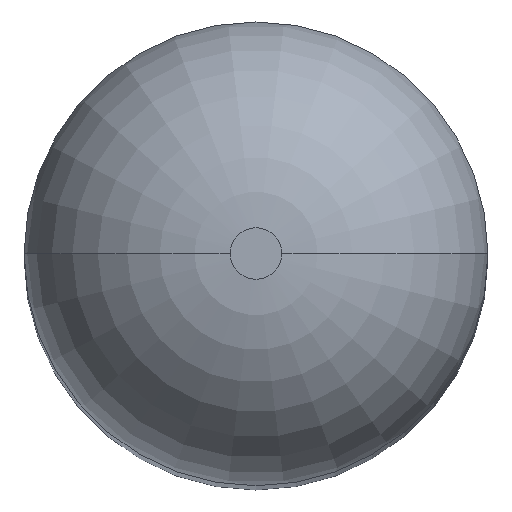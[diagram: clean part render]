
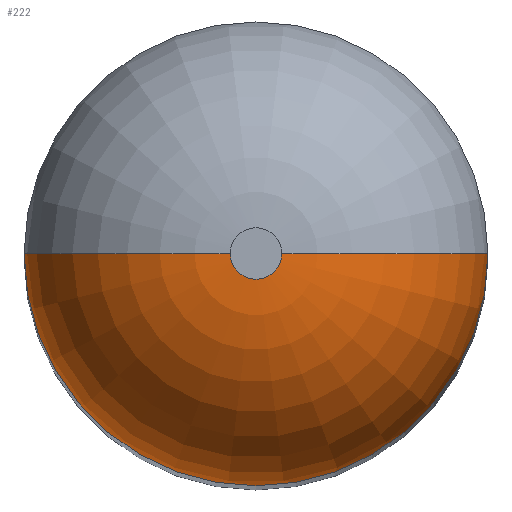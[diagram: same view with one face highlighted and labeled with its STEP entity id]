
A CAD part, top view. The second image highlights one B-rep face of the part: STEP entity #222.
In plain terms, the highlighted toroidal (fillet/blend) face has major radius 0.25 mm and minor radius 2 mm.
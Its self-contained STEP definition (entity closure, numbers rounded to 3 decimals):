
#3 = DIRECTION ( 'NONE',  ( 0., 0., 1. ) ) ;
#5 = AXIS2_PLACEMENT_3D ( 'NONE', #175, #3, #49 ) ;
#6 = EDGE_CURVE ( 'NONE', #55, #182, #44, .T. ) ;
#10 = ORIENTED_EDGE ( 'NONE', *, *, #149, .T. ) ;
#11 = DIRECTION ( 'NONE',  ( -1., 0., 0. ) ) ;
#16 = EDGE_CURVE ( 'NONE', #147, #55, #291, .T. ) ;
#24 = DIRECTION ( 'NONE',  ( 1., 0., 0. ) ) ;
#44 = CIRCLE ( 'NONE', #181, 0.25 ) ;
#49 = DIRECTION ( 'NONE',  ( 1., 0., 0. ) ) ;
#54 = CIRCLE ( 'NONE', #260, 2. ) ;
#55 = VERTEX_POINT ( 'NONE', #133 ) ;
#57 = DIRECTION ( 'NONE',  ( 0., 1., 0. ) ) ;
#63 = DIRECTION ( 'NONE',  ( 0., 0., 1. ) ) ;
#64 = DIRECTION ( 'NONE',  ( 0., 0., -1. ) ) ;
#75 = ORIENTED_EDGE ( 'NONE', *, *, #6, .F. ) ;
#79 = ORIENTED_EDGE ( 'NONE', *, *, #178, .F. ) ;
#81 = AXIS2_PLACEMENT_3D ( 'NONE', #163, #57, #11 ) ;
#83 = EDGE_LOOP ( 'NONE', ( #328, #79, #10, #75 ) ) ;
#95 = CARTESIAN_POINT ( 'NONE',  ( 2.25, 0., 23.5 ) ) ;
#109 = CIRCLE ( 'NONE', #307, 2.25 ) ;
#126 = TOROIDAL_SURFACE ( 'NONE', #5, 0.25, 2. ) ;
#133 = CARTESIAN_POINT ( 'NONE',  ( -0.25, 0., 25.5 ) ) ;
#134 = DIRECTION ( 'NONE',  ( 1., 0., 0. ) ) ;
#147 = VERTEX_POINT ( 'NONE', #164 ) ;
#149 = EDGE_CURVE ( 'NONE', #263, #182, #54, .T. ) ;
#163 = CARTESIAN_POINT ( 'NONE',  ( -0.25, 0., 23.5 ) ) ;
#164 = CARTESIAN_POINT ( 'NONE',  ( -2.25, 0., 23.5 ) ) ;
#175 = CARTESIAN_POINT ( 'NONE',  ( 0., 0., 23.5 ) ) ;
#178 = EDGE_CURVE ( 'NONE', #263, #147, #109, .T. ) ;
#181 = AXIS2_PLACEMENT_3D ( 'NONE', #242, #63, #134 ) ;
#182 = VERTEX_POINT ( 'NONE', #302 ) ;
#194 = DIRECTION ( 'NONE',  ( 0., 0., -1. ) ) ;
#222 = ADVANCED_FACE ( 'NONE', ( #329 ), #126, .T. ) ;
#227 = CARTESIAN_POINT ( 'NONE',  ( 0.25, 0., 23.5 ) ) ;
#242 = CARTESIAN_POINT ( 'NONE',  ( 0., 0., 25.5 ) ) ;
#260 = AXIS2_PLACEMENT_3D ( 'NONE', #227, #332, #64 ) ;
#263 = VERTEX_POINT ( 'NONE', #95 ) ;
#291 = CIRCLE ( 'NONE', #81, 2. ) ;
#302 = CARTESIAN_POINT ( 'NONE',  ( 0.25, 0., 25.5 ) ) ;
#305 = CARTESIAN_POINT ( 'NONE',  ( 0., 0., 23.5 ) ) ;
#307 = AXIS2_PLACEMENT_3D ( 'NONE', #305, #194, #24 ) ;
#328 = ORIENTED_EDGE ( 'NONE', *, *, #16, .F. ) ;
#329 = FACE_OUTER_BOUND ( 'NONE', #83, .T. ) ;
#332 = DIRECTION ( 'NONE',  ( 0., -1., 0. ) ) ;
